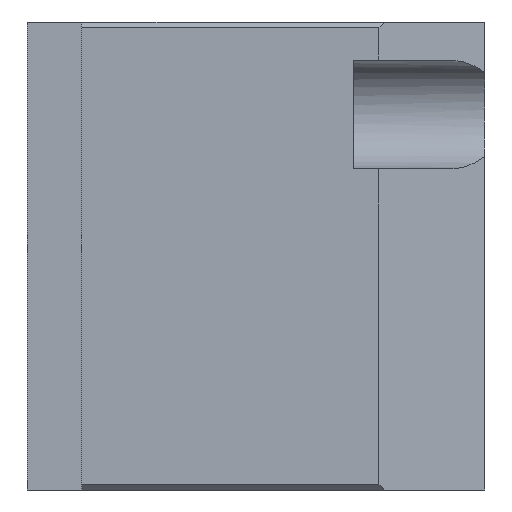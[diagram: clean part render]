
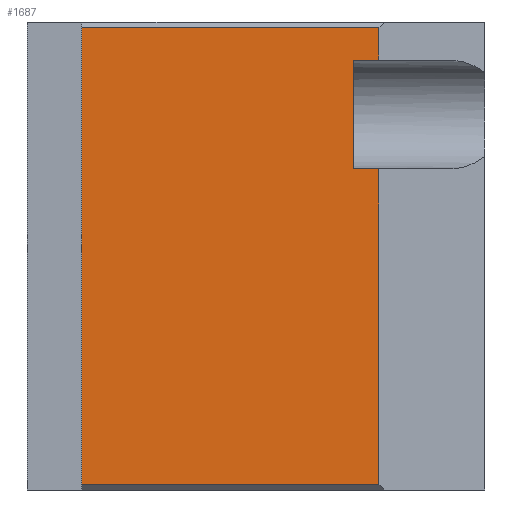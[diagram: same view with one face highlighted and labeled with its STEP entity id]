
A CAD part, left-side view. The second image highlights one B-rep face of the part: STEP entity #1687.
In plain terms, the highlighted planar face has unit normal (-1, 0, 0).
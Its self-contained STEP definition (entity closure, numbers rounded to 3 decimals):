
#104=PLANE('',#1919);
#180=FACE_OUTER_BOUND('',#287,.T.);
#287=EDGE_LOOP('',(#1340,#1341,#1342,#1343,#1344,#1345,#1346,#1347));
#371=LINE('',#2625,#525);
#392=LINE('',#2673,#546);
#420=LINE('',#2805,#574);
#422=LINE('',#2811,#576);
#425=LINE('',#2823,#579);
#435=LINE('',#2853,#589);
#436=LINE('',#2854,#590);
#437=LINE('',#2855,#591);
#525=VECTOR('',#2111,10.);
#546=VECTOR('',#2146,10.);
#574=VECTOR('',#2238,10.);
#576=VECTOR('',#2242,10.);
#579=VECTOR('',#2257,10.);
#589=VECTOR('',#2285,10.);
#590=VECTOR('',#2286,10.);
#591=VECTOR('',#2287,10.);
#756=VERTEX_POINT('',#2621);
#758=VERTEX_POINT('',#2624);
#778=VERTEX_POINT('',#2672);
#808=VERTEX_POINT('',#2799);
#810=VERTEX_POINT('',#2803);
#811=VERTEX_POINT('',#2807);
#813=VERTEX_POINT('',#2810);
#827=VERTEX_POINT('',#2852);
#929=EDGE_CURVE('',#758,#756,#371,.T.);
#953=EDGE_CURVE('',#758,#778,#392,.T.);
#999=EDGE_CURVE('',#808,#810,#420,.T.);
#1001=EDGE_CURVE('',#813,#811,#422,.T.);
#1008=EDGE_CURVE('',#810,#813,#425,.T.);
#1022=EDGE_CURVE('',#827,#756,#435,.T.);
#1023=EDGE_CURVE('',#827,#808,#436,.T.);
#1024=EDGE_CURVE('',#811,#778,#437,.T.);
#1340=ORIENTED_EDGE('',*,*,#929,.T.);
#1341=ORIENTED_EDGE('',*,*,#1022,.F.);
#1342=ORIENTED_EDGE('',*,*,#1023,.T.);
#1343=ORIENTED_EDGE('',*,*,#999,.T.);
#1344=ORIENTED_EDGE('',*,*,#1008,.T.);
#1345=ORIENTED_EDGE('',*,*,#1001,.T.);
#1346=ORIENTED_EDGE('',*,*,#1024,.T.);
#1347=ORIENTED_EDGE('',*,*,#953,.F.);
#1687=ADVANCED_FACE('',(#180),#104,.T.);
#1919=AXIS2_PLACEMENT_3D('',#2851,#2283,#2284);
#2111=DIRECTION('',(0.,0.,-1.));
#2146=DIRECTION('',(0.,-1.,0.));
#2238=DIRECTION('',(0.,1.,0.));
#2242=DIRECTION('',(0.,-1.,0.));
#2257=DIRECTION('',(0.,0.,1.));
#2283=DIRECTION('center_axis',(-1.,0.,0.));
#2284=DIRECTION('ref_axis',(0.,0.,1.));
#2285=DIRECTION('',(0.,1.,0.));
#2286=DIRECTION('',(0.,0.,1.));
#2287=DIRECTION('',(0.,0.,1.));
#2621=CARTESIAN_POINT('',(-26.,16.,-21.));
#2624=CARTESIAN_POINT('',(-26.,16.,21.));
#2625=CARTESIAN_POINT('',(-26.,16.,-10.75));
#2672=CARTESIAN_POINT('',(-26.,-11.3,21.));
#2673=CARTESIAN_POINT('',(-26.,-10.5,21.));
#2799=CARTESIAN_POINT('',(-26.,-11.3,8.));
#2803=CARTESIAN_POINT('',(-26.,-9.,8.));
#2805=CARTESIAN_POINT('',(-26.,-21.,8.));
#2807=CARTESIAN_POINT('',(-26.,-11.3,18.));
#2810=CARTESIAN_POINT('',(-26.,-9.,18.));
#2811=CARTESIAN_POINT('',(-26.,-21.,18.));
#2823=CARTESIAN_POINT('',(-26.,-9.,6.5));
#2851=CARTESIAN_POINT('Origin',(-26.,-21.,0.));
#2852=CARTESIAN_POINT('',(-26.,-11.3,-21.));
#2853=CARTESIAN_POINT('',(-26.,-10.5,-21.));
#2854=CARTESIAN_POINT('',(-26.,-11.3,10.75));
#2855=CARTESIAN_POINT('',(-26.,-11.3,10.75));
